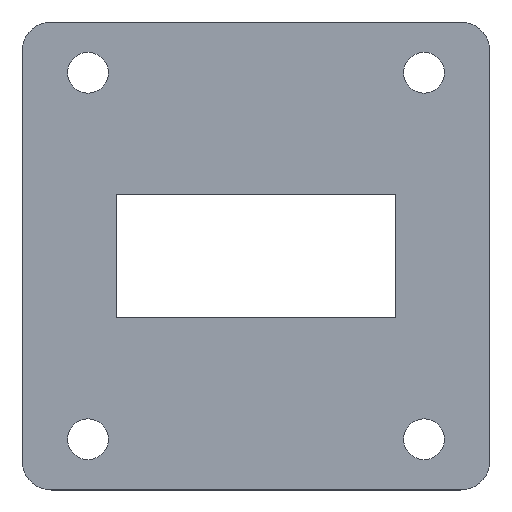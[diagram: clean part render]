
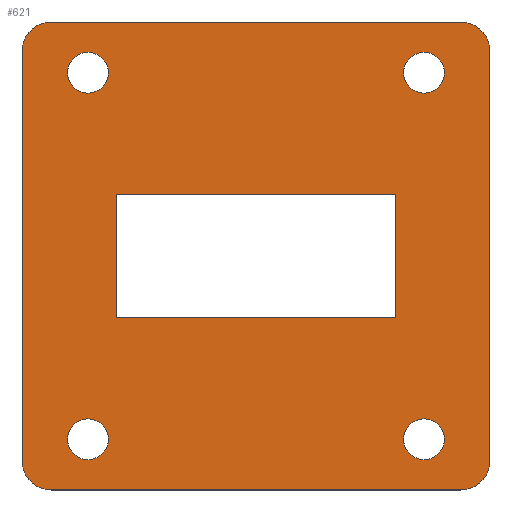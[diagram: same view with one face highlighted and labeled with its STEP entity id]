
A CAD part, top view. The second image highlights one B-rep face of the part: STEP entity #621.
In plain terms, the highlighted planar face has unit normal (0, 0, 1).
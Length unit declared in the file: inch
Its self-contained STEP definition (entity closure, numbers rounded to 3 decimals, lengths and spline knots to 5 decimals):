
#6 = AXIS2_PLACEMENT_3D ( 'NONE', #73, #261, #263 ) ;
#8 = CIRCLE ( 'NONE', #361, 0.08209 ) ;
#12 = EDGE_CURVE ( 'NONE', #120, #201, #237, .T. ) ;
#14 = FACE_BOUND ( 'NONE', #583, .T. ) ;
#29 = ORIENTED_EDGE ( 'NONE', *, *, #12, .F. ) ;
#30 = DIRECTION ( 'NONE',  ( -1., 0., 0. ) ) ;
#31 = VECTOR ( 'NONE', #90, 39.37008 ) ;
#35 = ORIENTED_EDGE ( 'NONE', *, *, #169, .T. ) ;
#38 = CARTESIAN_POINT ( 'NONE',  ( 0.94094, -0.82283, 0. ) ) ;
#48 = EDGE_LOOP ( 'NONE', ( #321 ) ) ;
#51 = EDGE_CURVE ( 'NONE', #554, #348, #427, .T. ) ;
#61 = VECTOR ( 'NONE', #232, 39.37008 ) ;
#64 = CIRCLE ( 'NONE', #564, 0.11811 ) ;
#73 = CARTESIAN_POINT ( 'NONE',  ( 0.67598, -0.73701, 0. ) ) ;
#77 = DIRECTION ( 'NONE',  ( -1., 0., 0. ) ) ;
#79 = VECTOR ( 'NONE', #518, 39.37008 ) ;
#82 = LINE ( 'NONE', #326, #341 ) ;
#84 = ORIENTED_EDGE ( 'NONE', *, *, #483, .T. ) ;
#90 = DIRECTION ( 'NONE',  ( 1., 0., 0. ) ) ;
#93 = CARTESIAN_POINT ( 'NONE',  ( 0.561, 0.2485, 0. ) ) ;
#99 = ORIENTED_EDGE ( 'NONE', *, *, #258, .T. ) ;
#110 = LINE ( 'NONE', #407, #79 ) ;
#120 = VERTEX_POINT ( 'NONE', #519 ) ;
#122 = VECTOR ( 'NONE', #440, 39.37008 ) ;
#129 = ORIENTED_EDGE ( 'NONE', *, *, #246, .F. ) ;
#133 = DIRECTION ( 'NONE',  ( 1., 0., 0. ) ) ;
#134 = ORIENTED_EDGE ( 'NONE', *, *, #633, .T. ) ;
#136 = CARTESIAN_POINT ( 'NONE',  ( 0.561, -0.2485, 0. ) ) ;
#143 = VECTOR ( 'NONE', #632, 39.37008 ) ;
#151 = EDGE_CURVE ( 'NONE', #367, #586, #592, .T. ) ;
#157 = CARTESIAN_POINT ( 'NONE',  ( 0.82283, 0.94094, 0. ) ) ;
#165 = FACE_BOUND ( 'NONE', #394, .T. ) ;
#166 = VERTEX_POINT ( 'NONE', #38 ) ;
#169 = EDGE_CURVE ( 'NONE', #532, #506, #416, .T. ) ;
#174 = VERTEX_POINT ( 'NONE', #183 ) ;
#183 = CARTESIAN_POINT ( 'NONE',  ( -0.5939, -0.73701, 0. ) ) ;
#186 = LINE ( 'NONE', #598, #122 ) ;
#193 = VECTOR ( 'NONE', #430, 39.37008 ) ;
#201 = VERTEX_POINT ( 'NONE', #93 ) ;
#203 = ORIENTED_EDGE ( 'NONE', *, *, #561, .F. ) ;
#206 = CARTESIAN_POINT ( 'NONE',  ( -0.82283, -0.94094, 0. ) ) ;
#213 = CARTESIAN_POINT ( 'NONE',  ( 0.94094, 0.82283, 0. ) ) ;
#216 = EDGE_LOOP ( 'NONE', ( #99, #84, #603, #289, #275, #134, #517, #35 ) ) ;
#221 = DIRECTION ( 'NONE',  ( 0., 0., 1. ) ) ;
#222 = CARTESIAN_POINT ( 'NONE',  ( -0.67598, 0.73701, 0. ) ) ;
#223 = AXIS2_PLACEMENT_3D ( 'NONE', #280, #221, #77 ) ;
#224 = VERTEX_POINT ( 'NONE', #588 ) ;
#225 = CARTESIAN_POINT ( 'NONE',  ( 0., 0., 0. ) ) ;
#227 = AXIS2_PLACEMENT_3D ( 'NONE', #222, #230, #133 ) ;
#230 = DIRECTION ( 'NONE',  ( 0., 0., 1. ) ) ;
#231 = EDGE_LOOP ( 'NONE', ( #203 ) ) ;
#232 = DIRECTION ( 'NONE',  ( 0., -1., 0. ) ) ;
#237 = LINE ( 'NONE', #136, #193 ) ;
#238 = CARTESIAN_POINT ( 'NONE',  ( -0.561, 0.2485, 0. ) ) ;
#242 = CARTESIAN_POINT ( 'NONE',  ( -0.94094, -0.82283, 0. ) ) ;
#245 = AXIS2_PLACEMENT_3D ( 'NONE', #284, #368, #281 ) ;
#246 = EDGE_CURVE ( 'NONE', #586, #120, #82, .T. ) ;
#252 = EDGE_LOOP ( 'NONE', ( #409 ) ) ;
#254 = VECTOR ( 'NONE', #329, 39.37008 ) ;
#257 = DIRECTION ( 'NONE',  ( 1., 0., 0. ) ) ;
#258 = EDGE_CURVE ( 'NONE', #506, #579, #491, .T. ) ;
#261 = DIRECTION ( 'NONE',  ( 0., 0., 1. ) ) ;
#263 = DIRECTION ( 'NONE',  ( 1., 0., 0. ) ) ;
#266 = DIRECTION ( 'NONE',  ( 0., 0., 1. ) ) ;
#269 = CARTESIAN_POINT ( 'NONE',  ( 0.75807, -0.73701, 0. ) ) ;
#271 = CARTESIAN_POINT ( 'NONE',  ( -0.5939, 0.73701, 0. ) ) ;
#273 = CIRCLE ( 'NONE', #559, 0.11811 ) ;
#275 = ORIENTED_EDGE ( 'NONE', *, *, #51, .T. ) ;
#278 = CIRCLE ( 'NONE', #227, 0.08209 ) ;
#280 = CARTESIAN_POINT ( 'NONE',  ( 0.82283, -0.82283, 0. ) ) ;
#281 = DIRECTION ( 'NONE',  ( -1., 0., 0. ) ) ;
#284 = CARTESIAN_POINT ( 'NONE',  ( 0.82283, 0.82283, 0. ) ) ;
#289 = ORIENTED_EDGE ( 'NONE', *, *, #292, .T. ) ;
#292 = EDGE_CURVE ( 'NONE', #324, #554, #64, .T. ) ;
#294 = EDGE_CURVE ( 'NONE', #641, #641, #278, .T. ) ;
#304 = DIRECTION ( 'NONE',  ( -1., 0., 0. ) ) ;
#305 = CIRCLE ( 'NONE', #223, 0.11811 ) ;
#311 = FACE_BOUND ( 'NONE', #231, .T. ) ;
#321 = ORIENTED_EDGE ( 'NONE', *, *, #550, .F. ) ;
#322 = DIRECTION ( 'NONE',  ( 0., 0., -1. ) ) ;
#323 = DIRECTION ( 'NONE',  ( -1., 0., 0. ) ) ;
#324 = VERTEX_POINT ( 'NONE', #242 ) ;
#326 = CARTESIAN_POINT ( 'NONE',  ( -0.561, -0.2485, 0. ) ) ;
#329 = DIRECTION ( 'NONE',  ( 0., -1., 0. ) ) ;
#332 = CARTESIAN_POINT ( 'NONE',  ( -0.94094, -0.94094, 0. ) ) ;
#341 = VECTOR ( 'NONE', #372, 39.37008 ) ;
#342 = CARTESIAN_POINT ( 'NONE',  ( 0.82283, -0.94094, 0. ) ) ;
#348 = VERTEX_POINT ( 'NONE', #342 ) ;
#353 = ORIENTED_EDGE ( 'NONE', *, *, #465, .F. ) ;
#359 = DIRECTION ( 'NONE',  ( 1., 0., 0. ) ) ;
#361 = AXIS2_PLACEMENT_3D ( 'NONE', #402, #507, #257 ) ;
#367 = VERTEX_POINT ( 'NONE', #238 ) ;
#368 = DIRECTION ( 'NONE',  ( 0., 0., 1. ) ) ;
#371 = FACE_BOUND ( 'NONE', #252, .T. ) ;
#372 = DIRECTION ( 'NONE',  ( 1., 0., 0. ) ) ;
#375 = FACE_OUTER_BOUND ( 'NONE', #216, .T. ) ;
#378 = EDGE_CURVE ( 'NONE', #166, #532, #186, .T. ) ;
#394 = EDGE_LOOP ( 'NONE', ( #630, #29, #129, #551 ) ) ;
#402 = CARTESIAN_POINT ( 'NONE',  ( 0.67598, 0.73701, 0. ) ) ;
#407 = CARTESIAN_POINT ( 'NONE',  ( -0.561, 0.2485, 0. ) ) ;
#409 = ORIENTED_EDGE ( 'NONE', *, *, #294, .F. ) ;
#410 = CARTESIAN_POINT ( 'NONE',  ( -0.82283, 0.94094, 0. ) ) ;
#414 = CARTESIAN_POINT ( 'NONE',  ( -0.94094, 0.94094, 0. ) ) ;
#416 = CIRCLE ( 'NONE', #245, 0.11811 ) ;
#425 = AXIS2_PLACEMENT_3D ( 'NONE', #563, #266, #359 ) ;
#427 = LINE ( 'NONE', #332, #31 ) ;
#430 = DIRECTION ( 'NONE',  ( 0., 1., 0. ) ) ;
#440 = DIRECTION ( 'NONE',  ( 0., 1., 0. ) ) ;
#449 = CIRCLE ( 'NONE', #425, 0.08209 ) ;
#452 = CARTESIAN_POINT ( 'NONE',  ( -0.561, -0.2485, 0. ) ) ;
#465 = EDGE_CURVE ( 'NONE', #525, #525, #570, .T. ) ;
#470 = CARTESIAN_POINT ( 'NONE',  ( -0.94094, -0.94094, 0. ) ) ;
#471 = AXIS2_PLACEMENT_3D ( 'NONE', #225, #322, #30 ) ;
#483 = EDGE_CURVE ( 'NONE', #579, #224, #273, .T. ) ;
#491 = LINE ( 'NONE', #414, #143 ) ;
#492 = EDGE_CURVE ( 'NONE', #201, #367, #110, .T. ) ;
#506 = VERTEX_POINT ( 'NONE', #157 ) ;
#507 = DIRECTION ( 'NONE',  ( 0., 0., 1. ) ) ;
#514 = DIRECTION ( 'NONE',  ( 0., 0., 1. ) ) ;
#517 = ORIENTED_EDGE ( 'NONE', *, *, #378, .T. ) ;
#518 = DIRECTION ( 'NONE',  ( -1., 0., 0. ) ) ;
#519 = CARTESIAN_POINT ( 'NONE',  ( 0.561, -0.2485, 0. ) ) ;
#525 = VERTEX_POINT ( 'NONE', #269 ) ;
#532 = VERTEX_POINT ( 'NONE', #213 ) ;
#536 = VERTEX_POINT ( 'NONE', #639 ) ;
#550 = EDGE_CURVE ( 'NONE', #536, #536, #8, .T. ) ;
#551 = ORIENTED_EDGE ( 'NONE', *, *, #151, .F. ) ;
#554 = VERTEX_POINT ( 'NONE', #206 ) ;
#559 = AXIS2_PLACEMENT_3D ( 'NONE', #573, #514, #304 ) ;
#561 = EDGE_CURVE ( 'NONE', #174, #174, #449, .T. ) ;
#563 = CARTESIAN_POINT ( 'NONE',  ( -0.67598, -0.73701, 0. ) ) ;
#564 = AXIS2_PLACEMENT_3D ( 'NONE', #643, #581, #323 ) ;
#569 = FACE_BOUND ( 'NONE', #48, .T. ) ;
#570 = CIRCLE ( 'NONE', #6, 0.08209 ) ;
#573 = CARTESIAN_POINT ( 'NONE',  ( -0.82283, 0.82283, 0. ) ) ;
#579 = VERTEX_POINT ( 'NONE', #410 ) ;
#581 = DIRECTION ( 'NONE',  ( 0., 0., 1. ) ) ;
#583 = EDGE_LOOP ( 'NONE', ( #353 ) ) ;
#586 = VERTEX_POINT ( 'NONE', #452 ) ;
#588 = CARTESIAN_POINT ( 'NONE',  ( -0.94094, 0.82283, 0. ) ) ;
#592 = LINE ( 'NONE', #640, #61 ) ;
#598 = CARTESIAN_POINT ( 'NONE',  ( 0.94094, -0.94094, 0. ) ) ;
#603 = ORIENTED_EDGE ( 'NONE', *, *, #642, .T. ) ;
#621 = ADVANCED_FACE ( 'NONE', ( #165, #311, #14, #569, #371, #375 ), #627, .F. ) ;
#627 = PLANE ( 'NONE',  #471 ) ;
#630 = ORIENTED_EDGE ( 'NONE', *, *, #492, .F. ) ;
#632 = DIRECTION ( 'NONE',  ( -1., 0., 0. ) ) ;
#633 = EDGE_CURVE ( 'NONE', #348, #166, #305, .T. ) ;
#635 = LINE ( 'NONE', #470, #254 ) ;
#639 = CARTESIAN_POINT ( 'NONE',  ( 0.75807, 0.73701, 0. ) ) ;
#640 = CARTESIAN_POINT ( 'NONE',  ( -0.561, -0.2485, 0. ) ) ;
#641 = VERTEX_POINT ( 'NONE', #271 ) ;
#642 = EDGE_CURVE ( 'NONE', #224, #324, #635, .T. ) ;
#643 = CARTESIAN_POINT ( 'NONE',  ( -0.82283, -0.82283, 0. ) ) ;
